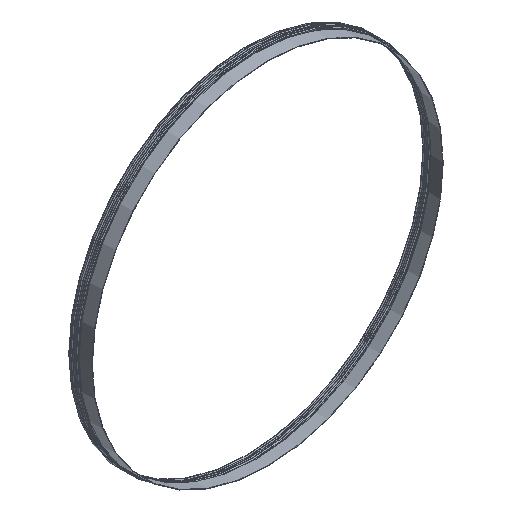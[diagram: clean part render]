
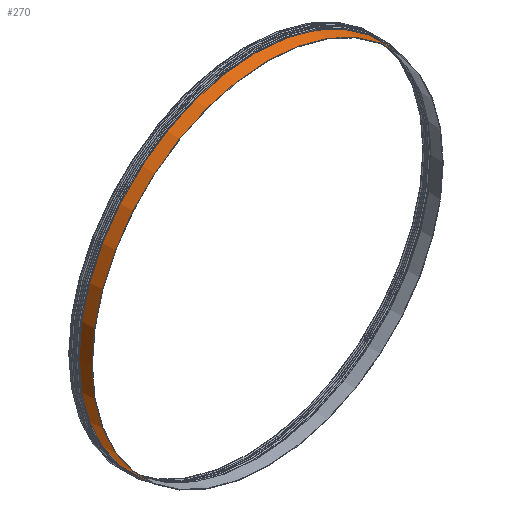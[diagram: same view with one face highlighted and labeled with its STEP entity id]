
A CAD part, isometric view. The second image highlights one B-rep face of the part: STEP entity #270.
In plain terms, the highlighted conical face has half-angle 3 degrees and reference radius 728.363 mm.
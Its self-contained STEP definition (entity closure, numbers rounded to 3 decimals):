
#30=FACE_OUTER_BOUND('',#51,.T.);
#51=EDGE_LOOP('',(#194,#195,#196,#197));
#72=LINE('',#460,#89);
#89=VECTOR('',#367,728.363);
#107=CIRCLE('',#308,729.725);
#108=CIRCLE('',#310,727.);
#127=VERTEX_POINT('',#455);
#128=VERTEX_POINT('',#458);
#150=EDGE_CURVE('',#127,#127,#107,.T.);
#151=EDGE_CURVE('',#128,#128,#108,.T.);
#152=EDGE_CURVE('',#128,#127,#72,.T.);
#194=ORIENTED_EDGE('',*,*,#151,.F.);
#195=ORIENTED_EDGE('',*,*,#152,.T.);
#196=ORIENTED_EDGE('',*,*,#150,.T.);
#197=ORIENTED_EDGE('',*,*,#152,.F.);
#257=CONICAL_SURFACE('',#309,728.363,0.052);
#270=ADVANCED_FACE('',(#30),#257,.T.);
#308=AXIS2_PLACEMENT_3D('',#456,#361,#362);
#309=AXIS2_PLACEMENT_3D('',#457,#363,#364);
#310=AXIS2_PLACEMENT_3D('',#459,#365,#366);
#361=DIRECTION('center_axis',(0.,-1.,0.));
#362=DIRECTION('ref_axis',(1.,0.,0.));
#363=DIRECTION('center_axis',(0.,1.,0.));
#364=DIRECTION('ref_axis',(1.,0.,0.));
#365=DIRECTION('center_axis',(0.,-1.,0.));
#366=DIRECTION('ref_axis',(1.,0.,0.));
#367=DIRECTION('',(-0.052,0.999,0.));
#455=CARTESIAN_POINT('',(-729.725,52.,0.));
#456=CARTESIAN_POINT('Origin',(0.,52.,0.));
#457=CARTESIAN_POINT('Origin',(0.,26.,0.));
#458=CARTESIAN_POINT('',(-727.,0.,0.));
#459=CARTESIAN_POINT('Origin',(0.,0.,0.));
#460=CARTESIAN_POINT('',(-728.363,26.,0.));
